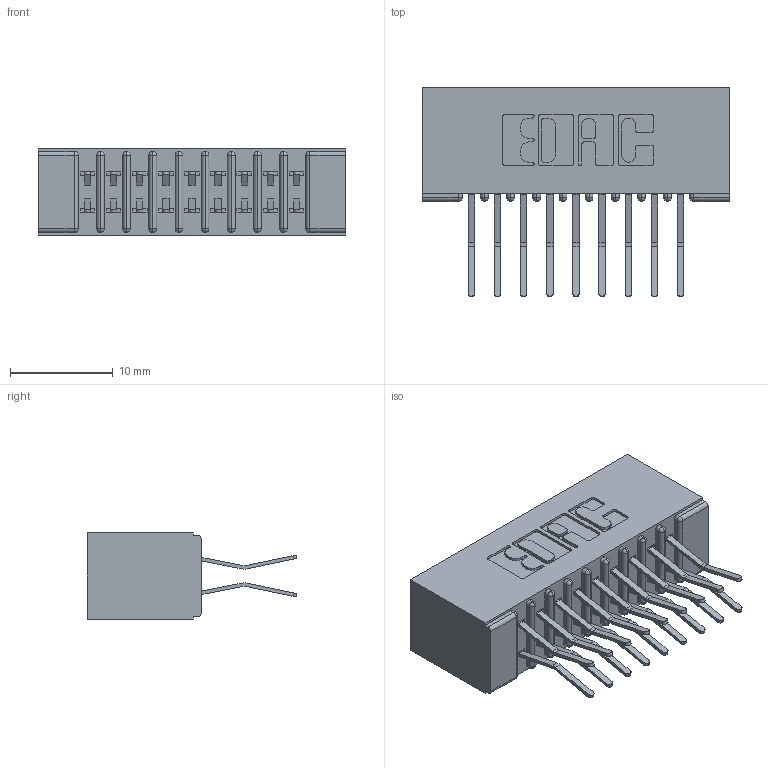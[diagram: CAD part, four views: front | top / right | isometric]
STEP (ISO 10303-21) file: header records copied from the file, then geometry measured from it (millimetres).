
FILE_DESCRIPTION (( 'STEP AP203' ), '1' );
FILE_NAME ('391-018-560-201.STEP', '2018-08-08T18:32:40', ( '' ), ( '' ), 'SwSTEP 2.0', 'SolidWorks 2016', '' );
FILE_SCHEMA (( 'CONFIG_CONTROL_DESIGN' ));
Length unit declared in the file: inch
Products named in the file (3): 341-292-001_341-292-160; 391-018-560-201; 341 Part_No Mounting Lugs
Assembly tree (19 placements, depth 2):
  391-018-560-201
    341 Part_No Mounting Lugs
    341-292-001_341-292-160  x18
Bounding box: 29.84 x 20.37 x 8.38 mm (x, y, z)
Volume: 1881.3 mm3; surface area: 3921.8 mm2
Topology: 19 solids, 19 shells, 1368 faces, 3955 edges, 2566 vertices
Faces by surface type: plane 784, cylinder 548, sphere 20, torus 16
Entity records: 15150 total; most frequent: CARTESIAN_POINT 2519, ORIENTED_EDGE 2498, DIRECTION 2471, EDGE_CURVE 1249, VECTOR 971, LINE 971, VERTEX_POINT 798, AXIS2_PLACEMENT_3D 750
